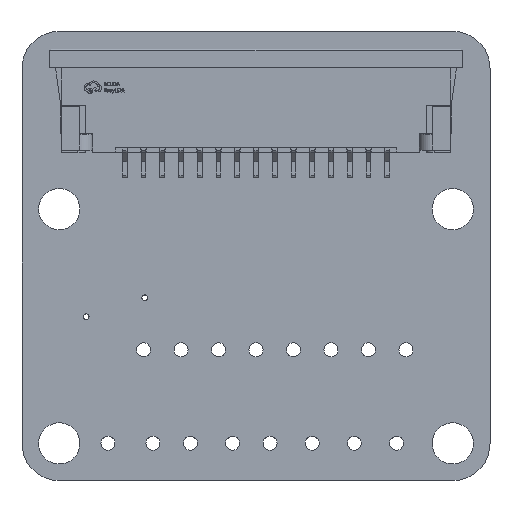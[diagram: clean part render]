
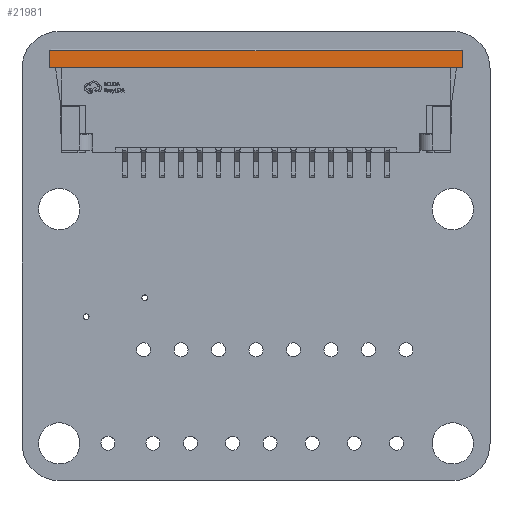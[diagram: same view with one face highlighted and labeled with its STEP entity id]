
A CAD part, top view. The second image highlights one B-rep face of the part: STEP entity #21981.
In plain terms, the highlighted planar face has unit normal (0, 0, 1).
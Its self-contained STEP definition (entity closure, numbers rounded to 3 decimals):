
#510=PLANE('',#23188);
#1428=FACE_OUTER_BOUND('',#2556,.T.);
#2556=EDGE_LOOP('',(#15156,#15157,#15158,#15159));
#4020=LINE('',#30311,#6750);
#4037=LINE('',#30342,#6767);
#4038=LINE('',#30344,#6768);
#4039=LINE('',#30345,#6769);
#6750=VECTOR('',#24986,1.);
#6767=VECTOR('',#25009,1.);
#6768=VECTOR('',#25010,1.);
#6769=VECTOR('',#25011,1.);
#9442=VERTEX_POINT('',#30308);
#9443=VERTEX_POINT('',#30310);
#9454=VERTEX_POINT('',#30341);
#9455=VERTEX_POINT('',#30343);
#11644=EDGE_CURVE('',#9442,#9443,#4020,.T.);
#11661=EDGE_CURVE('',#9454,#9442,#4037,.T.);
#11662=EDGE_CURVE('',#9454,#9455,#4038,.T.);
#11663=EDGE_CURVE('',#9455,#9443,#4039,.T.);
#15156=ORIENTED_EDGE('',*,*,#11661,.F.);
#15157=ORIENTED_EDGE('',*,*,#11662,.T.);
#15158=ORIENTED_EDGE('',*,*,#11663,.T.);
#15159=ORIENTED_EDGE('',*,*,#11644,.F.);
#21981=ADVANCED_FACE('',(#1428),#510,.F.);
#23188=AXIS2_PLACEMENT_3D('',#30340,#25007,#25008);
#24986=DIRECTION('',(1.,0.,0.));
#25007=DIRECTION('center_axis',(0.,0.,-1.));
#25008=DIRECTION('ref_axis',(1.,0.,0.));
#25009=DIRECTION('',(0.,1.,0.));
#25010=DIRECTION('',(1.,0.,0.));
#25011=DIRECTION('',(0.,1.,0.));
#30308=CARTESIAN_POINT('',(-11.,-4.035,2.5));
#30310=CARTESIAN_POINT('',(11.,-4.035,2.5));
#30311=CARTESIAN_POINT('',(-11.,-4.035,2.5));
#30340=CARTESIAN_POINT('Origin',(-11.,-1.6,2.5));
#30341=CARTESIAN_POINT('',(-11.,-4.935,2.5));
#30342=CARTESIAN_POINT('',(-11.,-1.6,2.5));
#30343=CARTESIAN_POINT('',(11.,-4.935,2.5));
#30344=CARTESIAN_POINT('',(11.,-4.935,2.5));
#30345=CARTESIAN_POINT('',(11.,-1.6,2.5));
